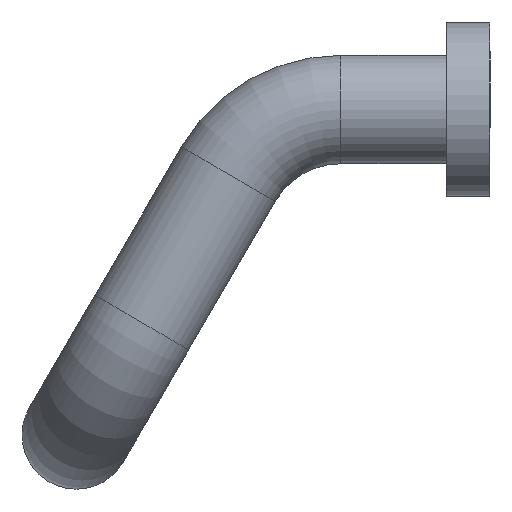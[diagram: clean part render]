
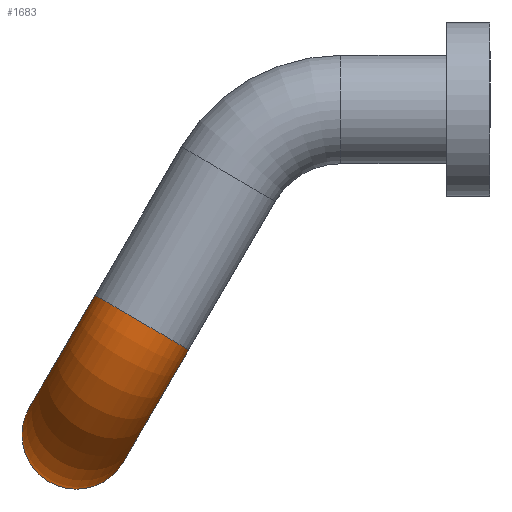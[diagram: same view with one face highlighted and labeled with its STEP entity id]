
A CAD part, left-side view. The second image highlights one B-rep face of the part: STEP entity #1683.
In plain terms, the highlighted toroidal (fillet/blend) face has major radius 24 mm and minor radius 10 mm.
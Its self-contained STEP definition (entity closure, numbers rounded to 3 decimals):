
#51 = EDGE_CURVE ( 'NONE', #109, #109, #1258, .T. ) ;
#109 = VERTEX_POINT ( 'NONE', #1427 ) ;
#155 = EDGE_LOOP ( 'NONE', ( #1623 ) ) ;
#175 = EDGE_CURVE ( 'NONE', #1094, #1094, #1091, .T. ) ;
#190 = CARTESIAN_POINT ( 'NONE',  ( -210., 39.269, 57.907 ) ) ;
#248 = FACE_OUTER_BOUND ( 'NONE', #1194, .T. ) ;
#308 = CARTESIAN_POINT ( 'NONE',  ( -200., 39.269, 57.907 ) ) ;
#382 = DIRECTION ( 'NONE',  ( 0., -0.504, 0.864 ) ) ;
#711 = DIRECTION ( 'NONE',  ( 0., -0.864, -0.504 ) ) ;
#720 = DIRECTION ( 'NONE',  ( 0., 0.864, 0.504 ) ) ;
#775 = CARTESIAN_POINT ( 'NONE',  ( -176., 39.269, 57.907 ) ) ;
#810 = CARTESIAN_POINT ( 'NONE',  ( -176., 60., 70. ) ) ;
#1024 = FACE_OUTER_BOUND ( 'NONE', #155, .T. ) ;
#1083 = TOROIDAL_SURFACE ( 'NONE', #1531, 24., 10. ) ;
#1091 = CIRCLE ( 'NONE', #1535, 10. ) ;
#1094 = VERTEX_POINT ( 'NONE', #190 ) ;
#1132 = DIRECTION ( 'NONE',  ( -1., 0., 0. ) ) ;
#1172 = AXIS2_PLACEMENT_3D ( 'NONE', #810, #1209, #720 ) ;
#1183 = DIRECTION ( 'NONE',  ( 0., -0.864, -0.504 ) ) ;
#1194 = EDGE_LOOP ( 'NONE', ( #1685 ) ) ;
#1209 = DIRECTION ( 'NONE',  ( -1., 0., 0. ) ) ;
#1258 = CIRCLE ( 'NONE', #1172, 10. ) ;
#1427 = CARTESIAN_POINT ( 'NONE',  ( -176., 68.638, 75.039 ) ) ;
#1531 = AXIS2_PLACEMENT_3D ( 'NONE', #775, #382, #1183 ) ;
#1535 = AXIS2_PLACEMENT_3D ( 'NONE', #308, #711, #1132 ) ;
#1623 = ORIENTED_EDGE ( 'NONE', *, *, #51, .T. ) ;
#1683 = ADVANCED_FACE ( 'NONE', ( #248, #1024 ), #1083, .T. ) ;
#1685 = ORIENTED_EDGE ( 'NONE', *, *, #175, .F. ) ;
